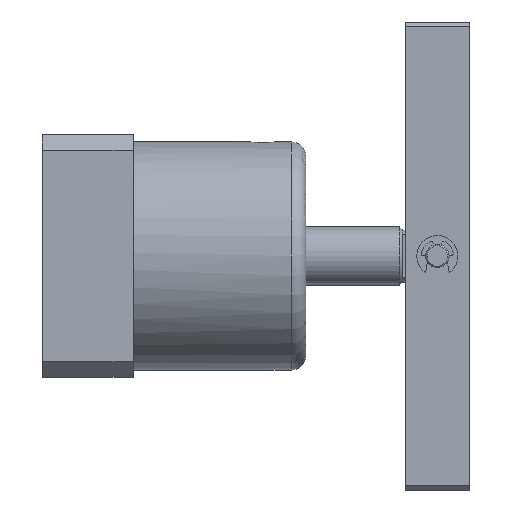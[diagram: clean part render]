
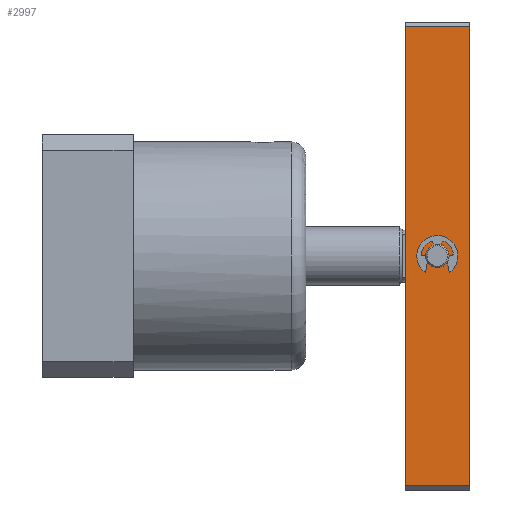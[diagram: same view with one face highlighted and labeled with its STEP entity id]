
A CAD part, front view. The second image highlights one B-rep face of the part: STEP entity #2997.
In plain terms, the highlighted face is planar.
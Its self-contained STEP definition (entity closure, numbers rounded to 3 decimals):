
#135 = EDGE_CURVE ( 'NONE', #11203, #12246, #12693, .T. ) ;
#905 = CARTESIAN_POINT ( 'NONE',  ( 0., 78.5, 11. ) ) ;
#1091 = DIRECTION ( 'NONE',  ( 0., 1., 0. ) ) ;
#2176 = AXIS2_PLACEMENT_3D ( 'NONE', #4453, #2965, #2950 ) ;
#2265 = AXIS2_PLACEMENT_3D ( 'NONE', #6470, #14651, #7672 ) ;
#2449 = VECTOR ( 'NONE', #7864, 1000. ) ;
#2937 = DIRECTION ( 'NONE',  ( 0., 0., 1. ) ) ;
#2950 = DIRECTION ( 'NONE',  ( 1., 0., 0. ) ) ;
#2965 = DIRECTION ( 'NONE',  ( 0., 0., -1. ) ) ;
#2997 = ADVANCED_FACE ( 'NONE', ( #5533, #13767 ), #9963, .T. ) ;
#3017 = ORIENTED_EDGE ( 'NONE', *, *, #4529, .T. ) ;
#3698 = AXIS2_PLACEMENT_3D ( 'NONE', #12274, #2937, #11147 ) ;
#3841 = CARTESIAN_POINT ( 'NONE',  ( 22., 78.5, 11. ) ) ;
#4001 = ORIENTED_EDGE ( 'NONE', *, *, #10501, .T. ) ;
#4429 = ORIENTED_EDGE ( 'NONE', *, *, #6166, .T. ) ;
#4453 = CARTESIAN_POINT ( 'NONE',  ( 11., 0., 11. ) ) ;
#4529 = EDGE_CURVE ( 'NONE', #10692, #5464, #12953, .T. ) ;
#4789 = ORIENTED_EDGE ( 'NONE', *, *, #135, .T. ) ;
#5081 = CARTESIAN_POINT ( 'NONE',  ( 7., 0., 11. ) ) ;
#5395 = CARTESIAN_POINT ( 'NONE',  ( 0., -78.5, 11. ) ) ;
#5464 = VERTEX_POINT ( 'NONE', #10426 ) ;
#5533 = FACE_OUTER_BOUND ( 'NONE', #14444, .T. ) ;
#5635 = EDGE_LOOP ( 'NONE', ( #10864, #4789 ) ) ;
#6166 = EDGE_CURVE ( 'NONE', #5464, #7689, #11653, .T. ) ;
#6470 = CARTESIAN_POINT ( 'NONE',  ( 11., 0., 11. ) ) ;
#6658 = CARTESIAN_POINT ( 'NONE',  ( 0., 78.5, 11. ) ) ;
#7116 = VECTOR ( 'NONE', #7957, 1000. ) ;
#7618 = CIRCLE ( 'NONE', #2265, 4. ) ;
#7672 = DIRECTION ( 'NONE',  ( 1., 0., 0. ) ) ;
#7689 = VERTEX_POINT ( 'NONE', #7723 ) ;
#7723 = CARTESIAN_POINT ( 'NONE',  ( 22., -78.5, 11. ) ) ;
#7864 = DIRECTION ( 'NONE',  ( -1., 0., 0. ) ) ;
#7957 = DIRECTION ( 'NONE',  ( 0., -1., 0. ) ) ;
#8383 = VECTOR ( 'NONE', #1091, 1000. ) ;
#8593 = VECTOR ( 'NONE', #12406, 1000. ) ;
#8729 = LINE ( 'NONE', #6658, #2449 ) ;
#9675 = CARTESIAN_POINT ( 'NONE',  ( 15., 0., 11. ) ) ;
#9963 = PLANE ( 'NONE',  #3698 ) ;
#10426 = CARTESIAN_POINT ( 'NONE',  ( 0., -78.5, 11. ) ) ;
#10501 = EDGE_CURVE ( 'NONE', #12867, #10692, #8729, .T. ) ;
#10692 = VERTEX_POINT ( 'NONE', #905 ) ;
#10860 = CARTESIAN_POINT ( 'NONE',  ( 0., 80., 11. ) ) ;
#10864 = ORIENTED_EDGE ( 'NONE', *, *, #15021, .T. ) ;
#11147 = DIRECTION ( 'NONE',  ( 1., 0., 0. ) ) ;
#11203 = VERTEX_POINT ( 'NONE', #5081 ) ;
#11272 = ORIENTED_EDGE ( 'NONE', *, *, #13253, .T. ) ;
#11449 = LINE ( 'NONE', #13787, #8383 ) ;
#11653 = LINE ( 'NONE', #5395, #8593 ) ;
#12246 = VERTEX_POINT ( 'NONE', #9675 ) ;
#12274 = CARTESIAN_POINT ( 'NONE',  ( 0., 80., 11. ) ) ;
#12406 = DIRECTION ( 'NONE',  ( 1., 0., 0. ) ) ;
#12693 = CIRCLE ( 'NONE', #2176, 4. ) ;
#12867 = VERTEX_POINT ( 'NONE', #3841 ) ;
#12953 = LINE ( 'NONE', #10860, #7116 ) ;
#13253 = EDGE_CURVE ( 'NONE', #7689, #12867, #11449, .T. ) ;
#13767 = FACE_BOUND ( 'NONE', #5635, .T. ) ;
#13787 = CARTESIAN_POINT ( 'NONE',  ( 22., 80., 11. ) ) ;
#14444 = EDGE_LOOP ( 'NONE', ( #11272, #4001, #3017, #4429 ) ) ;
#14651 = DIRECTION ( 'NONE',  ( 0., 0., -1. ) ) ;
#15021 = EDGE_CURVE ( 'NONE', #12246, #11203, #7618, .T. ) ;
